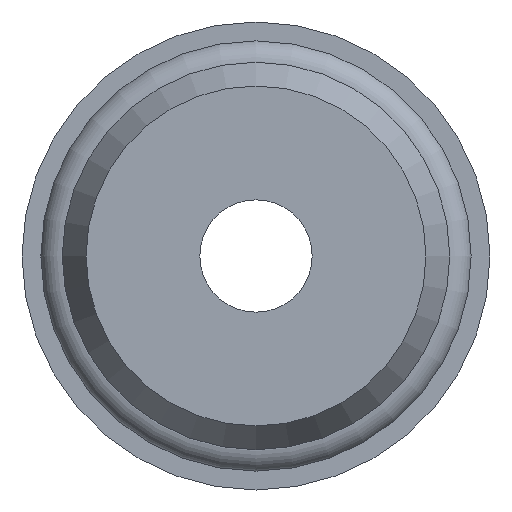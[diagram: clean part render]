
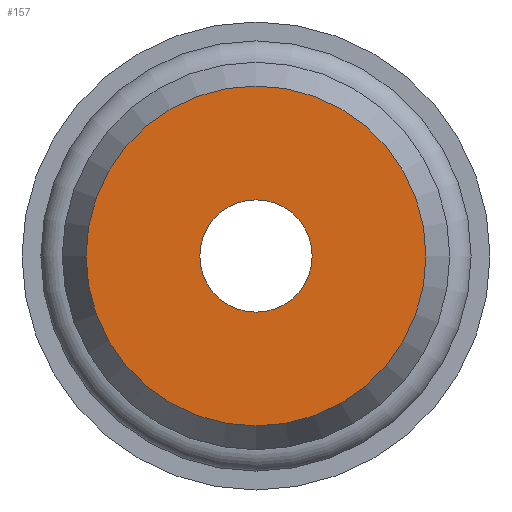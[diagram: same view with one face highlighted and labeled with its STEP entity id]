
A CAD part, front view. The second image highlights one B-rep face of the part: STEP entity #157.
In plain terms, the highlighted planar face has unit normal (0, -1, 0).
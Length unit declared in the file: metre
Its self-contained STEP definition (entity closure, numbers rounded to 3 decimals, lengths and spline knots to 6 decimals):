
#157 = ADVANCED_FACE( 'NONE', ( #334, #335 ), #336, .T. );
#334 = FACE_OUTER_BOUND( '', #503, .T. );
#335 = FACE_BOUND( '', #504, .T. );
#336 = PLANE( '', #505 );
#503 = EDGE_LOOP( '', ( #832 ) );
#504 = EDGE_LOOP( '', ( #833 ) );
#505 = AXIS2_PLACEMENT_3D( '', #834, #835, #836 );
#832 = ORIENTED_EDGE( '', *, *, #941, .T. );
#833 = ORIENTED_EDGE( '', *, *, #846, .F. );
#834 = CARTESIAN_POINT( '', ( 0., 0., 0. ) );
#835 = DIRECTION( '', ( 0., -1., 0. ) );
#836 = DIRECTION( '', ( 0., 0., -1. ) );
#846 = EDGE_CURVE( 'NONE', #973, #973, #974, .T. );
#941 = EDGE_CURVE( 'NONE', #1117, #1117, #1118, .T. );
#973 = VERTEX_POINT( '', #1216 );
#974 = CIRCLE( '', #1217, 0.003 );
#1117 = VERTEX_POINT( '', #1434 );
#1118 = CIRCLE( '', #1435, 0.00908 );
#1216 = CARTESIAN_POINT( '', ( 0., 0., -0.003 ) );
#1217 = AXIS2_PLACEMENT_3D( '', #1458, #1459, #1460 );
#1434 = CARTESIAN_POINT( '', ( 0., 0., -0.00908 ) );
#1435 = AXIS2_PLACEMENT_3D( '', #1571, #1572, #1573 );
#1458 = CARTESIAN_POINT( '', ( 0., 0., 0. ) );
#1459 = DIRECTION( '', ( 0., -1., 0. ) );
#1460 = DIRECTION( '', ( 0., 0., -1. ) );
#1571 = CARTESIAN_POINT( '', ( 0., 0., 0. ) );
#1572 = DIRECTION( '', ( 0., -1., 0. ) );
#1573 = DIRECTION( '', ( 0., 0., -1. ) );
